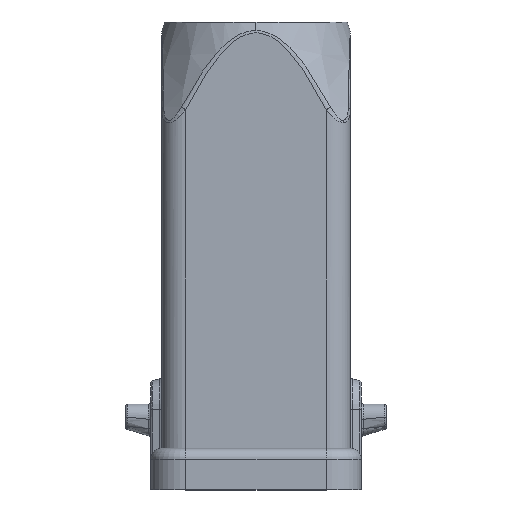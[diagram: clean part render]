
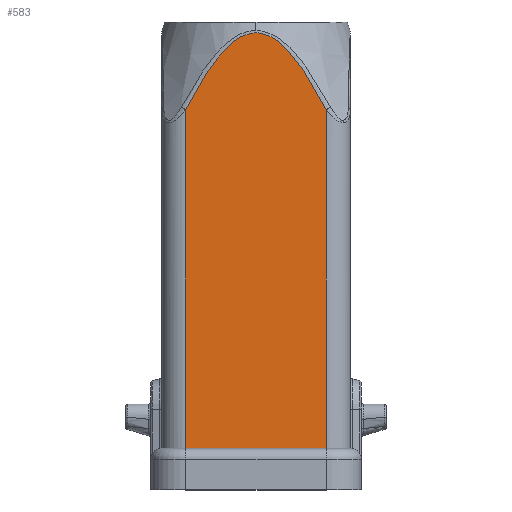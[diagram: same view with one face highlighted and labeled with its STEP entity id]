
A CAD part, top view. The second image highlights one B-rep face of the part: STEP entity #583.
In plain terms, the highlighted planar face has unit normal (0, 0, 1).
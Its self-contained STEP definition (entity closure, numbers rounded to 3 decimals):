
#224=B_SPLINE_CURVE_WITH_KNOTS('',3,(#7367,#7368,#7369,#7370,#7371,#7372,
#7373,#7374,#7375,#7376,#7377,#7378,#7379,#7380,#7381,#7382,#7383,#7384,
#7385,#7386,#7387,#7388,#7389,#7390,#7391,#7392,#7393,#7394,#7395,#7396,
#7397,#7398,#7399,#7400,#7401,#7402,#7403,#7404,#7405,#7406,#7407,#7408,
#7409,#7410,#7411,#7412,#7413,#7414,#7415,#7416,#7417,#7418,#7419,#7420,
#7421,#7422,#7423,#7424,#7425,#7426,#7427,#7428,#7429,#7430,#7431,#7432,
#7433,#7434,#7435,#7436,#7437,#7438,#7439,#7440,#7441,#7442,#7443,#7444,
#7445,#7446,#7447,#7448,#7449,#7450,#7451,#7452,#7453,#7454,#7455,#7456,
#7457,#7458,#7459,#7460,#7461,#7462,#7463,#7464,#7465,#7466,#7467,#7468),
 .UNSPECIFIED.,.F.,.F.,(4,1,1,1,2,2,1,1,1,1,1,2,2,1,1,1,1,1,1,1,2,2,1,1,
1,1,1,1,1,2,2,1,1,1,1,1,2,2,2,2,1,1,1,1,1,2,2,1,1,1,1,1,1,2,2,1,1,1,1,1,
1,1,2,2,1,1,1,1,1,1,2,2,1,1,1,2,2,4),(0.,0.031,0.047,
0.055,0.059,0.062,0.094,
0.109,0.117,0.121,0.123,0.124,
0.125,0.187,0.219,0.234,
0.242,0.246,0.248,0.249,
0.25,0.25,0.312,0.344,
0.359,0.367,0.371,0.373,
0.374,0.375,0.375,0.406,
0.422,0.43,0.434,0.436,
0.437,0.437,0.469,0.5,
0.531,0.547,0.555,0.559,
0.561,0.562,0.562,0.594,
0.609,0.617,0.621,0.623,0.624,
0.625,0.625,0.687,0.719,
0.734,0.742,0.746,0.748,0.749,
0.75,0.75,0.813,0.844,
0.859,0.867,0.871,0.873,
0.874,0.875,0.906,0.922,
0.93,0.934,0.938,1.),.UNSPECIFIED.);
#305=PLANE('',#3696);
#583=ADVANCED_FACE('NONE',(#787),#305,.T.);
#787=FACE_OUTER_BOUND('',#1004,.T.);
#1004=EDGE_LOOP('',(#2034,#2035,#2036,#2037));
#2034=ORIENTED_EDGE('',*,*,#2900,.T.);
#2035=ORIENTED_EDGE('',*,*,#2901,.T.);
#2036=ORIENTED_EDGE('',*,*,#2898,.T.);
#2037=ORIENTED_EDGE('',*,*,#2899,.T.);
#2408=VERTEX_POINT('',#7178);
#2411=VERTEX_POINT('',#7301);
#2412=VERTEX_POINT('',#7356);
#2413=VERTEX_POINT('',#7360);
#2898=EDGE_CURVE('NONE',#2412,#2408,#3166,.T.);
#2899=EDGE_CURVE('NONE',#2408,#2411,#224,.T.);
#2900=EDGE_CURVE('NONE',#2411,#2413,#3167,.T.);
#2901=EDGE_CURVE('NONE',#2413,#2412,#3168,.T.);
#3166=LINE('',#7365,#3427);
#3167=LINE('',#7594,#3428);
#3168=LINE('',#7596,#3429);
#3427=VECTOR('',#4447,1.);
#3428=VECTOR('',#4450,1.);
#3429=VECTOR('',#4453,1.);
#3696=AXIS2_PLACEMENT_3D('',#7598,#4456,#4457);
#4447=DIRECTION('',(0.,1.,0.));
#4450=DIRECTION('',(0.,-1.,0.));
#4453=DIRECTION('',(1.,0.,0.));
#4456=DIRECTION('',(0.,0.,1.));
#4457=DIRECTION('',(1.,0.,0.));
#7178=CARTESIAN_POINT('',(9.,48.753,12.1));
#7301=CARTESIAN_POINT('',(-9.,48.753,12.1));
#7356=CARTESIAN_POINT('',(9.,5.3,12.1));
#7360=CARTESIAN_POINT('',(-9.,5.3,12.1));
#7365=CARTESIAN_POINT('',(9.,5.3,12.1));
#7367=CARTESIAN_POINT('',(9.,48.753,12.1));
#7368=CARTESIAN_POINT('',(8.871,49.005,12.1));
#7369=CARTESIAN_POINT('',(8.673,49.386,12.1));
#7370=CARTESIAN_POINT('',(8.434,49.834,12.1));
#7371=CARTESIAN_POINT('',(8.312,50.06,12.1));
#7372=CARTESIAN_POINT('',(8.26,50.156,12.1));
#7373=CARTESIAN_POINT('',(8.224,50.221,12.1));
#7374=CARTESIAN_POINT('',(8.207,50.252,12.1));
#7375=CARTESIAN_POINT('',(8.043,50.554,12.1));
#7376=CARTESIAN_POINT('',(7.827,50.943,12.1));
#7377=CARTESIAN_POINT('',(7.58,51.376,12.1));
#7378=CARTESIAN_POINT('',(7.458,51.588,12.1));
#7379=CARTESIAN_POINT('',(7.397,51.692,12.1));
#7380=CARTESIAN_POINT('',(7.366,51.744,12.1));
#7381=CARTESIAN_POINT('',(7.354,51.766,12.1));
#7382=CARTESIAN_POINT('',(7.345,51.781,12.1));
#7383=CARTESIAN_POINT('',(7.341,51.787,12.1));
#7384=CARTESIAN_POINT('',(7.011,52.35,12.1));
#7385=CARTESIAN_POINT('',(6.53,53.13,12.1));
#7386=CARTESIAN_POINT('',(5.984,53.946,12.1));
#7387=CARTESIAN_POINT('',(5.714,54.332,12.1));
#7388=CARTESIAN_POINT('',(5.58,54.519,12.1));
#7389=CARTESIAN_POINT('',(5.513,54.611,12.1));
#7390=CARTESIAN_POINT('',(5.48,54.656,12.1));
#7391=CARTESIAN_POINT('',(5.463,54.679,12.1));
#7392=CARTESIAN_POINT('',(5.456,54.689,12.1));
#7393=CARTESIAN_POINT('',(5.451,54.695,12.1));
#7394=CARTESIAN_POINT('',(5.45,54.697,12.1));
#7395=CARTESIAN_POINT('',(5.047,55.246,12.1));
#7396=CARTESIAN_POINT('',(4.457,55.975,12.1));
#7397=CARTESIAN_POINT('',(3.787,56.674,12.1));
#7398=CARTESIAN_POINT('',(3.456,56.985,12.1));
#7399=CARTESIAN_POINT('',(3.292,57.131,12.1));
#7400=CARTESIAN_POINT('',(3.21,57.202,12.1));
#7401=CARTESIAN_POINT('',(3.169,57.237,12.1));
#7402=CARTESIAN_POINT('',(3.149,57.254,12.1));
#7403=CARTESIAN_POINT('',(3.14,57.261,12.1));
#7404=CARTESIAN_POINT('',(3.134,57.266,12.1));
#7405=CARTESIAN_POINT('',(3.132,57.268,12.1));
#7406=CARTESIAN_POINT('',(2.884,57.476,12.1));
#7407=CARTESIAN_POINT('',(2.519,57.748,12.1));
#7408=CARTESIAN_POINT('',(2.097,58.003,12.1));
#7409=CARTESIAN_POINT('',(1.888,58.115,12.1));
#7410=CARTESIAN_POINT('',(1.783,58.167,12.1));
#7411=CARTESIAN_POINT('',(1.731,58.192,12.1));
#7412=CARTESIAN_POINT('',(1.708,58.203,12.1));
#7413=CARTESIAN_POINT('',(1.693,58.21,12.1));
#7414=CARTESIAN_POINT('',(1.687,58.213,12.1));
#7415=CARTESIAN_POINT('',(1.398,58.347,12.1));
#7416=CARTESIAN_POINT('',(1.118,58.444,12.1));
#7417=CARTESIAN_POINT('',(0.558,58.574,12.1));
#7418=CARTESIAN_POINT('',(0.278,58.606,12.1));
#7419=CARTESIAN_POINT('',(-0.278,58.607,12.1));
#7420=CARTESIAN_POINT('',(-0.696,58.558,12.1));
#7421=CARTESIAN_POINT('',(-1.186,58.416,12.1));
#7422=CARTESIAN_POINT('',(-1.432,58.324,12.1));
#7423=CARTESIAN_POINT('',(-1.555,58.272,12.1));
#7424=CARTESIAN_POINT('',(-1.617,58.245,12.1));
#7425=CARTESIAN_POINT('',(-1.643,58.233,12.1));
#7426=CARTESIAN_POINT('',(-1.661,58.225,12.1));
#7427=CARTESIAN_POINT('',(-1.671,58.22,12.1));
#7428=CARTESIAN_POINT('',(-1.916,58.107,12.1));
#7429=CARTESIAN_POINT('',(-2.276,57.906,12.1));
#7430=CARTESIAN_POINT('',(-2.701,57.61,12.1));
#7431=CARTESIAN_POINT('',(-2.914,57.446,12.1));
#7432=CARTESIAN_POINT('',(-3.021,57.36,12.1));
#7433=CARTESIAN_POINT('',(-3.074,57.316,12.1));
#7434=CARTESIAN_POINT('',(-3.101,57.294,12.1));
#7435=CARTESIAN_POINT('',(-3.113,57.284,12.1));
#7436=CARTESIAN_POINT('',(-3.12,57.278,12.1));
#7437=CARTESIAN_POINT('',(-3.125,57.274,12.1));
#7438=CARTESIAN_POINT('',(-3.501,56.959,12.1));
#7439=CARTESIAN_POINT('',(-4.07,56.404,12.1));
#7440=CARTESIAN_POINT('',(-4.752,55.604,12.1));
#7441=CARTESIAN_POINT('',(-5.098,55.165,12.1));
#7442=CARTESIAN_POINT('',(-5.272,54.937,12.1));
#7443=CARTESIAN_POINT('',(-5.359,54.82,12.1));
#7444=CARTESIAN_POINT('',(-5.403,54.761,12.1));
#7445=CARTESIAN_POINT('',(-5.425,54.731,12.1));
#7446=CARTESIAN_POINT('',(-5.434,54.719,12.1));
#7447=CARTESIAN_POINT('',(-5.44,54.71,12.1));
#7448=CARTESIAN_POINT('',(-5.444,54.705,12.1));
#7449=CARTESIAN_POINT('',(-5.751,54.288,12.1));
#7450=CARTESIAN_POINT('',(-6.215,53.614,12.1));
#7451=CARTESIAN_POINT('',(-6.771,52.736,12.1));
#7452=CARTESIAN_POINT('',(-7.052,52.273,12.1));
#7453=CARTESIAN_POINT('',(-7.194,52.036,12.1));
#7454=CARTESIAN_POINT('',(-7.265,51.916,12.1));
#7455=CARTESIAN_POINT('',(-7.301,51.856,12.1));
#7456=CARTESIAN_POINT('',(-7.316,51.83,12.1));
#7457=CARTESIAN_POINT('',(-7.326,51.813,12.1));
#7458=CARTESIAN_POINT('',(-7.332,51.803,12.1));
#7459=CARTESIAN_POINT('',(-7.474,51.561,12.1));
#7460=CARTESIAN_POINT('',(-7.684,51.197,12.1));
#7461=CARTESIAN_POINT('',(-7.934,50.749,12.1));
#7462=CARTESIAN_POINT('',(-8.061,50.519,12.1));
#7463=CARTESIAN_POINT('',(-8.116,50.419,12.1));
#7464=CARTESIAN_POINT('',(-8.153,50.353,12.1));
#7465=CARTESIAN_POINT('',(-8.172,50.318,12.1));
#7466=CARTESIAN_POINT('',(-8.472,49.768,12.1));
#7467=CARTESIAN_POINT('',(-8.742,49.257,12.1));
#7468=CARTESIAN_POINT('',(-9.,48.753,12.1));
#7594=CARTESIAN_POINT('',(-9.,48.753,12.1));
#7596=CARTESIAN_POINT('',(-9.,5.3,12.1));
#7598=CARTESIAN_POINT('',(-9.,5.3,12.1));
